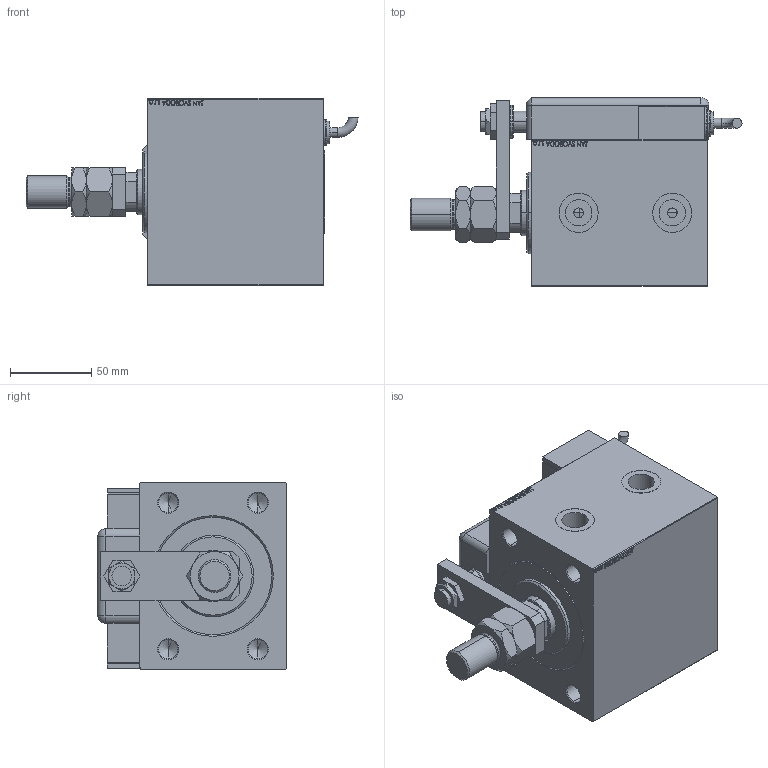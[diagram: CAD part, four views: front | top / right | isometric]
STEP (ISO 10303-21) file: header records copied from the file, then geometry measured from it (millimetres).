
FILE_DESCRIPTION (( 'STEP AP203' ), '1' );
FILE_NAME ('8aed.STEP', '2021-04-19T11:55:12', ( '' ), ( '' ), 'SwSTEP 2.0', 'SolidWorks 2019', '' );
FILE_SCHEMA (( 'CONFIG_CONTROL_DESIGN' ));
Length unit declared in the file: millimetre
Products named in the file (14): SWITCH_Q_FRONT_BACK f14b45deaf3183eae2a35a48a5b22684; V450CM_VC_B f14b45deaf3183eae2a35a48a5b22684; NUT_D13 f14b45deaf3183eae2a35a48a5b22684; TYC f14b45deaf3183eae2a35a48a5b22684; V450CM_B f14b45deaf3183eae2a35a48a5b22684; SWITCH Q f14b45deaf3183eae2a35a48a5b22684; KRYT f14b45deaf3183eae2a35a48a5b22684; MAGNETIC SWITCH Q f14b45deaf3183eae2a35a48a5b22684; SWITCH DIM A_G f14b45deaf3183eae2a35a48a5b22684; Q_T_W_MTA f14b45deaf3183eae2a35a48a5b22684; NUT_D19 f14b45deaf3183eae2a35a48a5b22684; ZARAZKA_Q f14b45deaf3183eae2a35a48a5b22684; V450CM_B_VCP f14b45deaf3183eae2a35a48a5b22684; 8aed
Assembly tree (14 placements, depth 3):
  8aed
    V450CM_B f14b45deaf3183eae2a35a48a5b22684
    V450CM_B_VCP f14b45deaf3183eae2a35a48a5b22684
    V450CM_VC_B f14b45deaf3183eae2a35a48a5b22684
    MAGNETIC SWITCH Q f14b45deaf3183eae2a35a48a5b22684
      SWITCH_Q_FRONT_BACK f14b45deaf3183eae2a35a48a5b22684
      TYC f14b45deaf3183eae2a35a48a5b22684
      ZARAZKA_Q f14b45deaf3183eae2a35a48a5b22684
      SWITCH DIM A_G f14b45deaf3183eae2a35a48a5b22684
      NUT_D19 f14b45deaf3183eae2a35a48a5b22684
      NUT_D13 f14b45deaf3183eae2a35a48a5b22684
      KRYT f14b45deaf3183eae2a35a48a5b22684
      SWITCH Q f14b45deaf3183eae2a35a48a5b22684  x2
    Q_T_W_MTA f14b45deaf3183eae2a35a48a5b22684
Bounding box: 203.76 x 115.8 x 115 mm (x, y, z)
Volume: 1191394.3 mm3; surface area: 191727.5 mm2
Topology: 14 solids, 14 shells, 1330 faces, 3351 edges, 2181 vertices
Faces by surface type: plane 628, bspline 471, cylinder 123, cone 82, torus 24, sphere 2
Entity records: 62369 total; most frequent: CARTESIAN_POINT 33013, ORIENTED_EDGE 6474, DIRECTION 4213, EDGE_CURVE 3237, VERTEX_POINT 2121, VECTOR 1887, LINE 1887, EDGE_LOOP 1462
